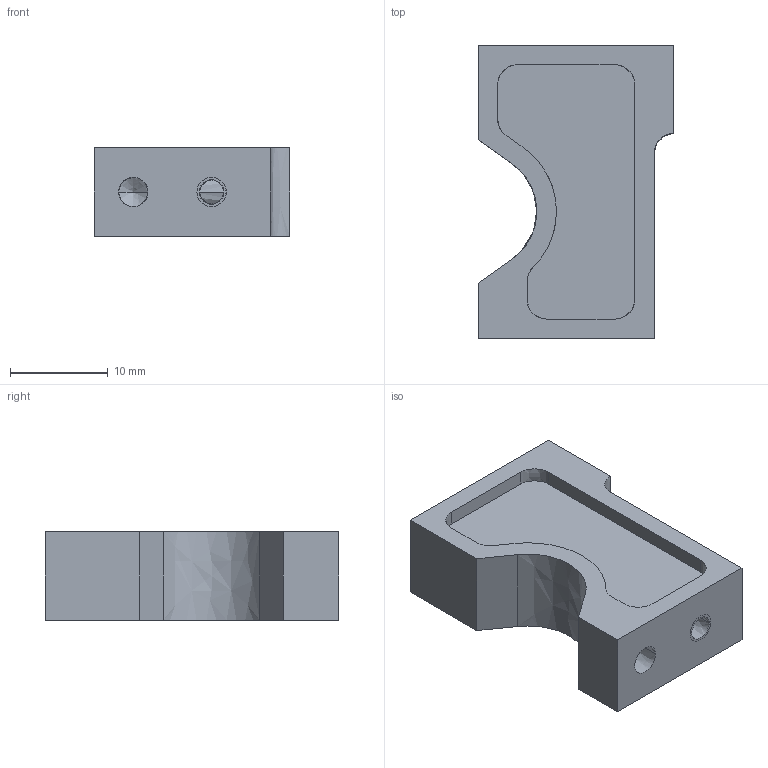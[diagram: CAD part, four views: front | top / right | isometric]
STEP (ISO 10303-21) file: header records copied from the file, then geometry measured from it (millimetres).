
FILE_DESCRIPTION((''),'2;1');
FILE_NAME('100057-A_SUPPORT-PLATINE-RADIO','2021-03-26T',('laurent'),(''),'PRO/ENGINEER BY PARAMETRIC TECHNOLOGY CORPORATION, 2004090','PRO/ENGINEER BY PARAMETRIC TECHNOLOGY CORPORATION, 2004090','');
FILE_SCHEMA(('CONFIG_CONTROL_DESIGN','SHAPE_APPEARANCE_LAYERS_GROUPS'));
Length unit declared in the file: millimetre
Products named in the file (1): 100057-A_SUPPORT-PLATINE-RADIO
Bounding box: 20 x 30 x 9 mm (x, y, z)
Volume: 3282.4 mm3; surface area: 2929.3 mm2
Topology: 1 solids, 4 shells, 68 faces, 182 edges, 117 vertices
Faces by surface type: bspline 68
Entity records: 3235 total; most frequent: CARTESIAN_POINT 1446, ORIENTED_EDGE 340, DIRECTION 244, COLOUR_RGB 194, EDGE_CURVE 176, VERTEX_POINT 117, VECTOR 102, LINE 102
